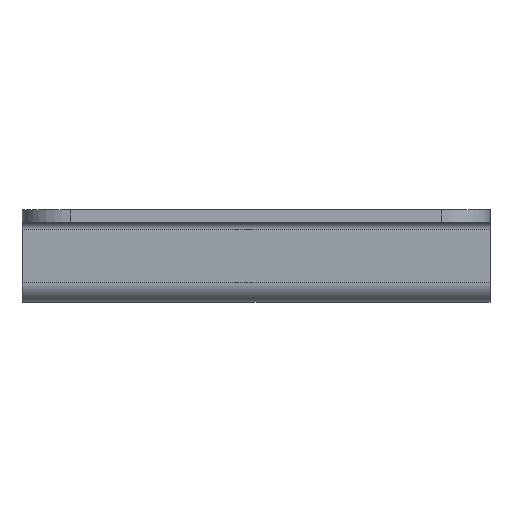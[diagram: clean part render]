
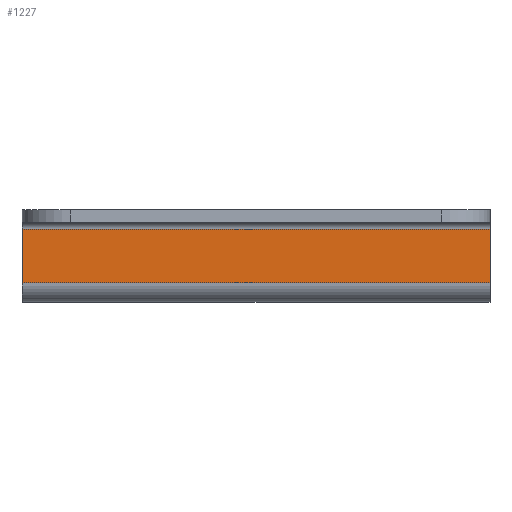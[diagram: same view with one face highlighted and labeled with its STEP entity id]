
A CAD part, left-side view. The second image highlights one B-rep face of the part: STEP entity #1227.
In plain terms, the highlighted planar face has unit normal (-1, 0, 0).
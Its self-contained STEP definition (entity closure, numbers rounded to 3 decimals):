
#971=CARTESIAN_POINT('',(-9.25,-48.275,15.0));
#972=VERTEX_POINT('',#971);
#997=CARTESIAN_POINT('',(-9.25,48.275,15.));
#998=VERTEX_POINT('',#997);
#1048=CARTESIAN_POINT('',(-9.25,-48.275,15.0));
#1049=DIRECTION('',(0.0,1.0,0.0));
#1050=VECTOR('',#1049,96.55);
#1051=LINE('',#1048,#1050);
#1052=EDGE_CURVE('',#972,#998,#1051,.T.);
#1072=CARTESIAN_POINT('',(-9.25,48.275,4.0));
#1073=VERTEX_POINT('',#1072);
#1080=CARTESIAN_POINT('',(-9.25,48.275,4.0));
#1081=DIRECTION('',(0.0,0.0,1.0));
#1082=VECTOR('',#1081,11.);
#1083=LINE('',#1080,#1082);
#1084=EDGE_CURVE('',#1073,#998,#1083,.T.);
#1118=CARTESIAN_POINT('',(-9.25,-48.275,4.0));
#1119=VERTEX_POINT('',#1118);
#1120=CARTESIAN_POINT('',(-9.25,48.275,4.0));
#1121=DIRECTION('',(0.0,-1.0,0.0));
#1122=VECTOR('',#1121,96.55);
#1123=LINE('',#1120,#1122);
#1124=EDGE_CURVE('',#1073,#1119,#1123,.T.);
#1150=CARTESIAN_POINT('',(-9.25,-48.275,15.0));
#1151=DIRECTION('',(0.0,0.0,-1.0));
#1152=VECTOR('',#1151,11.0);
#1153=LINE('',#1150,#1152);
#1154=EDGE_CURVE('',#972,#1119,#1153,.T.);
#1216=CARTESIAN_POINT('',(-9.25,0.,9.458));
#1217=DIRECTION('',(1.0,0.0,0.0));
#1218=DIRECTION('',(0.0,0.0,-1.0));
#1219=AXIS2_PLACEMENT_3D('',#1216,#1217,#1218);
#1220=PLANE('',#1219);
#1221=ORIENTED_EDGE('',*,*,#1052,.T.);
#1222=ORIENTED_EDGE('',*,*,#1084,.F.);
#1223=ORIENTED_EDGE('',*,*,#1124,.T.);
#1224=ORIENTED_EDGE('',*,*,#1154,.F.);
#1225=EDGE_LOOP('',(#1221,#1222,#1223,#1224));
#1226=FACE_OUTER_BOUND('',#1225,.T.);
#1227=ADVANCED_FACE('',(#1226),#1220,.F.);
